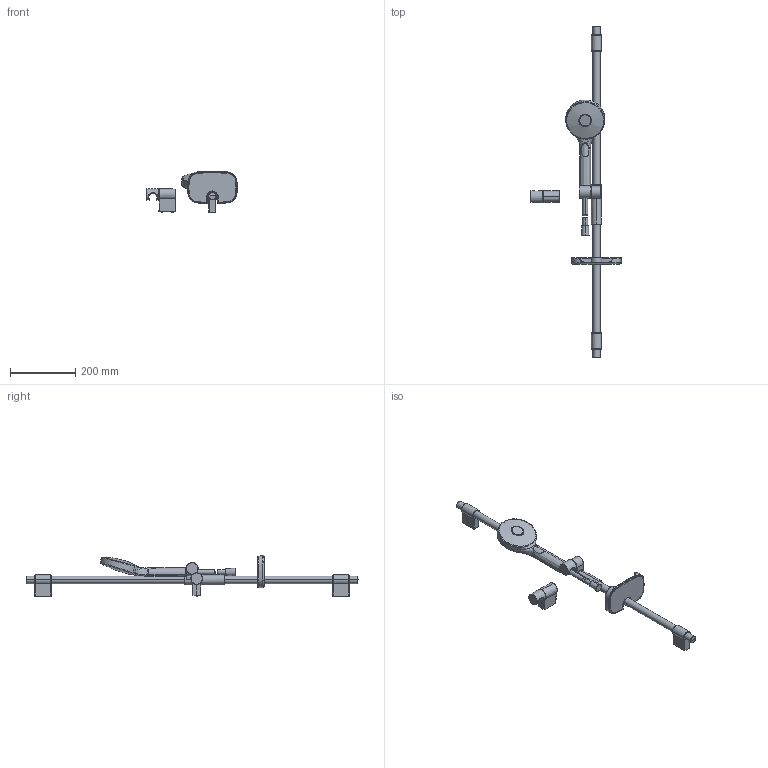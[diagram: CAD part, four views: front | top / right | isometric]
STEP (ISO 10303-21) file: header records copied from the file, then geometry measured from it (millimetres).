
FILE_DESCRIPTION (( 'STEP AP203' ), '1' );
FILE_NAME ('84370130.STEP', '2018-03-20T06:20:42', ( '' ), ( '' ), 'SwSTEP 2.0', 'SolidWorks 2016', '' );
FILE_SCHEMA (( 'CONFIG_CONTROL_DESIGN' ));
Length unit declared in the file: millimetre
Products named in the file (1): 84370130
Bounding box: 276.71 x 1014 x 128.15 mm (x, y, z)
Volume: 1327602.1 mm3; surface area: 231871.9 mm2
Topology: 11 solids, 11 shells, 275 faces, 629 edges, 377 vertices
Faces by surface type: bspline 87, cylinder 63, torus 48, plane 43, cone 22, sphere 12
Entity records: 24340 total; most frequent: CARTESIAN_POINT 18725, ORIENTED_EDGE 1238, DIRECTION 1028, EDGE_CURVE 619, AXIS2_PLACEMENT_3D 449, VERTEX_POINT 377, EDGE_LOOP 286, ADVANCED_FACE 275
